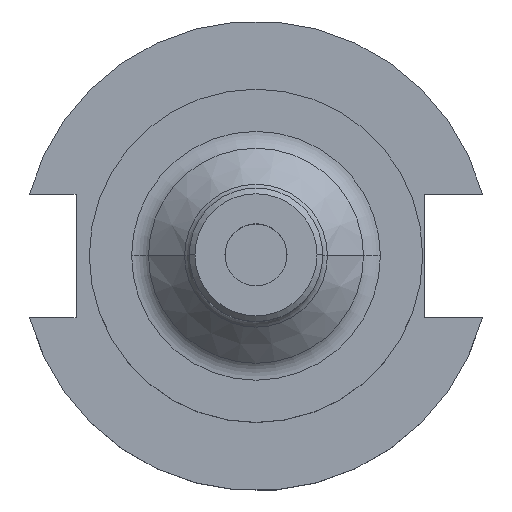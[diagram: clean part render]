
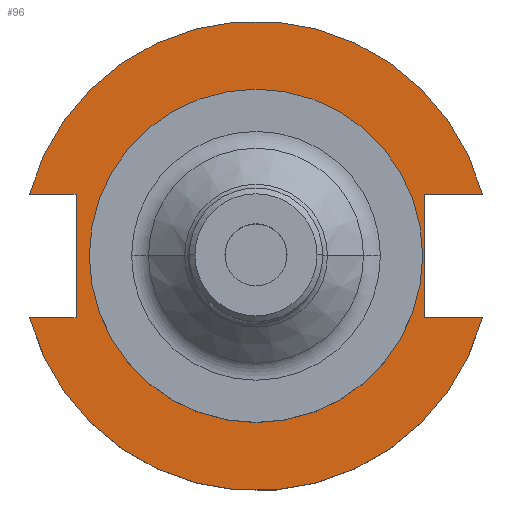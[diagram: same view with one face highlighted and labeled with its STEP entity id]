
A CAD part, top view. The second image highlights one B-rep face of the part: STEP entity #96.
In plain terms, the highlighted planar face has unit normal (0, 0, 1).
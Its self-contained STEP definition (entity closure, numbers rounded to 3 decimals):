
#22 = AXIS2_PLACEMENT_3D ( 'NONE', #1582, #649, #1398 ) ;
#78 = VERTEX_POINT ( 'NONE', #252 ) ;
#84 = CIRCLE ( 'NONE', #1692, 49.212 ) ;
#96 = ADVANCED_FACE ( 'NONE', ( #843, #1256 ), #1075, .T. ) ;
#97 = VERTEX_POINT ( 'NONE', #1837 ) ;
#180 = AXIS2_PLACEMENT_3D ( 'NONE', #261, #419, #427 ) ;
#228 = VERTEX_POINT ( 'NONE', #1264 ) ;
#252 = CARTESIAN_POINT ( 'NONE',  ( 35.306, 12.954, 19.05 ) ) ;
#261 = CARTESIAN_POINT ( 'NONE',  ( 0., 49.212, 19.05 ) ) ;
#262 = EDGE_CURVE ( 'NONE', #1076, #228, #1799, .T. ) ;
#263 = LINE ( 'NONE', #1531, #1102 ) ;
#406 = VECTOR ( 'NONE', #852, 1000. ) ;
#414 = DIRECTION ( 'NONE',  ( 1., 0., 0. ) ) ;
#416 = EDGE_CURVE ( 'NONE', #1674, #1683, #1666, .T. ) ;
#419 = DIRECTION ( 'NONE',  ( 0., 0., 1. ) ) ;
#427 = DIRECTION ( 'NONE',  ( 1., 0., 0. ) ) ;
#470 = DIRECTION ( 'NONE',  ( 0., 0., 1. ) ) ;
#486 = DIRECTION ( 'NONE',  ( 0., 0., 1. ) ) ;
#498 = DIRECTION ( 'NONE',  ( 1., 0., 0. ) ) ;
#501 = CARTESIAN_POINT ( 'NONE',  ( 35.306, -12.954, 19.05 ) ) ;
#505 = AXIS2_PLACEMENT_3D ( 'NONE', #573, #470, #498 ) ;
#573 = CARTESIAN_POINT ( 'NONE',  ( 0., 0., 19.05 ) ) ;
#591 = ORIENTED_EDGE ( 'NONE', *, *, #262, .F. ) ;
#596 = VERTEX_POINT ( 'NONE', #970 ) ;
#611 = CARTESIAN_POINT ( 'NONE',  ( 47.477, 12.954, 19.05 ) ) ;
#630 = CARTESIAN_POINT ( 'NONE',  ( 0., 0., 19.05 ) ) ;
#649 = DIRECTION ( 'NONE',  ( 0., 0., 1. ) ) ;
#678 = EDGE_CURVE ( 'NONE', #1607, #97, #1593, .T. ) ;
#716 = CIRCLE ( 'NONE', #505, 49.212 ) ;
#783 = EDGE_CURVE ( 'NONE', #1707, #596, #1061, .T. ) ;
#798 = ORIENTED_EDGE ( 'NONE', *, *, #1457, .F. ) ;
#806 = CARTESIAN_POINT ( 'NONE',  ( 0., 0., 19.05 ) ) ;
#822 = ORIENTED_EDGE ( 'NONE', *, *, #1980, .T. ) ;
#833 = DIRECTION ( 'NONE',  ( -1., 0., 0. ) ) ;
#843 = FACE_BOUND ( 'NONE', #897, .T. ) ;
#845 = CARTESIAN_POINT ( 'NONE',  ( -63.719, -12.954, 19.05 ) ) ;
#852 = DIRECTION ( 'NONE',  ( 1., 0., 0. ) ) ;
#890 = CARTESIAN_POINT ( 'NONE',  ( 35.306, 12.954, 19.05 ) ) ;
#897 = EDGE_LOOP ( 'NONE', ( #798, #1839 ) ) ;
#911 = ORIENTED_EDGE ( 'NONE', *, *, #1503, .T. ) ;
#970 = CARTESIAN_POINT ( 'NONE',  ( -47.477, 12.954, 19.05 ) ) ;
#992 = ORIENTED_EDGE ( 'NONE', *, *, #1253, .F. ) ;
#993 = CARTESIAN_POINT ( 'NONE',  ( -63.719, 12.954, 19.05 ) ) ;
#1006 = DIRECTION ( 'NONE',  ( 1., 0., 0. ) ) ;
#1039 = ORIENTED_EDGE ( 'NONE', *, *, #1242, .F. ) ;
#1058 = VECTOR ( 'NONE', #1515, 1000. ) ;
#1061 = LINE ( 'NONE', #993, #1415 ) ;
#1075 = PLANE ( 'NONE',  #180 ) ;
#1076 = VERTEX_POINT ( 'NONE', #1099 ) ;
#1099 = CARTESIAN_POINT ( 'NONE',  ( -47.477, -12.954, 19.05 ) ) ;
#1102 = VECTOR ( 'NONE', #1237, 1000. ) ;
#1154 = LINE ( 'NONE', #890, #1838 ) ;
#1174 = CARTESIAN_POINT ( 'NONE',  ( -37.719, 12.954, 19.05 ) ) ;
#1224 = DIRECTION ( 'NONE',  ( 0., -1., 0. ) ) ;
#1237 = DIRECTION ( 'NONE',  ( 0., 1., 0. ) ) ;
#1242 = EDGE_CURVE ( 'NONE', #1410, #78, #1465, .T. ) ;
#1253 = EDGE_CURVE ( 'NONE', #228, #1707, #263, .T. ) ;
#1256 = FACE_OUTER_BOUND ( 'NONE', #2001, .T. ) ;
#1261 = EDGE_CURVE ( 'NONE', #78, #1674, #1154, .T. ) ;
#1264 = CARTESIAN_POINT ( 'NONE',  ( -37.719, -12.954, 19.05 ) ) ;
#1354 = DIRECTION ( 'NONE',  ( 1., 0., 0. ) ) ;
#1359 = DIRECTION ( 'NONE',  ( 0., 0., 1. ) ) ;
#1367 = CARTESIAN_POINT ( 'NONE',  ( 35.306, 12.954, 19.05 ) ) ;
#1368 = ORIENTED_EDGE ( 'NONE', *, *, #416, .F. ) ;
#1398 = DIRECTION ( 'NONE',  ( 1., 0., 0. ) ) ;
#1410 = VERTEX_POINT ( 'NONE', #611 ) ;
#1415 = VECTOR ( 'NONE', #833, 1000. ) ;
#1457 = EDGE_CURVE ( 'NONE', #97, #1607, #1599, .T. ) ;
#1465 = LINE ( 'NONE', #1367, #1058 ) ;
#1468 = ORIENTED_EDGE ( 'NONE', *, *, #783, .F. ) ;
#1503 = EDGE_CURVE ( 'NONE', #1076, #1683, #716, .T. ) ;
#1515 = DIRECTION ( 'NONE',  ( -1., 0., 0. ) ) ;
#1531 = CARTESIAN_POINT ( 'NONE',  ( -37.719, 12.954, 19.05 ) ) ;
#1563 = CARTESIAN_POINT ( 'NONE',  ( -34.925, 0., 19.05 ) ) ;
#1582 = CARTESIAN_POINT ( 'NONE',  ( 0., 0., 19.05 ) ) ;
#1593 = CIRCLE ( 'NONE', #22, 34.925 ) ;
#1599 = CIRCLE ( 'NONE', #2014, 34.925 ) ;
#1607 = VERTEX_POINT ( 'NONE', #1563 ) ;
#1621 = CARTESIAN_POINT ( 'NONE',  ( 47.477, -12.954, 19.05 ) ) ;
#1666 = LINE ( 'NONE', #1790, #406 ) ;
#1674 = VERTEX_POINT ( 'NONE', #501 ) ;
#1683 = VERTEX_POINT ( 'NONE', #1621 ) ;
#1692 = AXIS2_PLACEMENT_3D ( 'NONE', #630, #486, #414 ) ;
#1707 = VERTEX_POINT ( 'NONE', #1174 ) ;
#1747 = VECTOR ( 'NONE', #1006, 1000. ) ;
#1790 = CARTESIAN_POINT ( 'NONE',  ( 35.306, -12.954, 19.05 ) ) ;
#1797 = ORIENTED_EDGE ( 'NONE', *, *, #1261, .F. ) ;
#1799 = LINE ( 'NONE', #845, #1747 ) ;
#1837 = CARTESIAN_POINT ( 'NONE',  ( 34.925, 0., 19.05 ) ) ;
#1838 = VECTOR ( 'NONE', #1224, 1000. ) ;
#1839 = ORIENTED_EDGE ( 'NONE', *, *, #678, .F. ) ;
#1980 = EDGE_CURVE ( 'NONE', #1410, #596, #84, .T. ) ;
#2001 = EDGE_LOOP ( 'NONE', ( #911, #1368, #1797, #1039, #822, #1468, #992, #591 ) ) ;
#2014 = AXIS2_PLACEMENT_3D ( 'NONE', #806, #1359, #1354 ) ;
